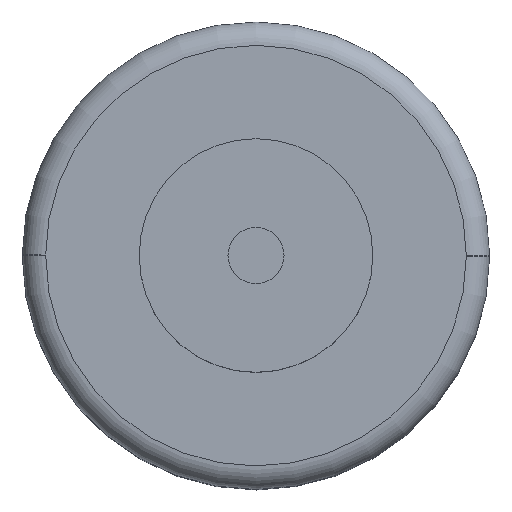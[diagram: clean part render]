
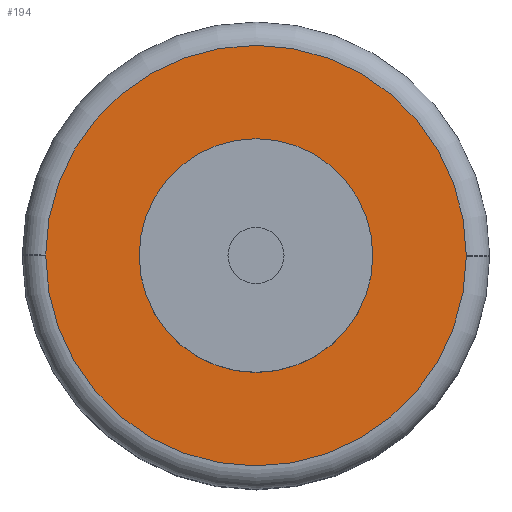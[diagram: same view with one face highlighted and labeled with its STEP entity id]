
A CAD part, top view. The second image highlights one B-rep face of the part: STEP entity #194.
In plain terms, the highlighted planar face has unit normal (0, 0, 1).
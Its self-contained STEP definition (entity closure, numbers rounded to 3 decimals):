
#107=CARTESIAN_POINT('POINT7',(-2.5,0.,0.));
#108=VERTEX_POINT('VERTEX7',#107);
#116=CARTESIAN_POINT('POINT8',(2.5,0.,0.));
#117=VERTEX_POINT('VERTEX8',#116);
#124=CARTESIAN_POINT('POS15',(0.,0.,0.));
#125=DIRECTION('DIR25',(0.,0.,1.));
#126=DIRECTION('DIR26',(1.,0.,0.));
#127=AXIS2_PLACEMENT_3D('AXIS11',#124,#125,#126);
#128=CIRCLE('ELLIPSE7',#127,2.5);
#129=EDGE_CURVE('EDGE11',#117,#108,#128,.T.);
#142=CARTESIAN_POINT('POS17',(0.,0.,0.));
#143=DIRECTION('DIR29',(0.,0.,1.));
#144=DIRECTION('DIR30',(-1.,0.,0.));
#145=AXIS2_PLACEMENT_3D('AXIS13',#142,#143,#144);
#146=CIRCLE('ELLIPSE8',#145,2.5);
#147=EDGE_CURVE('EDGE12',#108,#117,#146,.T.);
#157=CARTESIAN_POINT('POINT9',(-4.5,
   0.,0.));
#158=VERTEX_POINT('VERTEX9',#157);
#159=CARTESIAN_POINT('POINT10',(4.5,
   -0.013,0.));
#160=VERTEX_POINT('VERTEX10',#159);
#161=CARTESIAN_POINT('POS19',(0.,
   0.,0.));
#162=DIRECTION('DIR33',(0.,0.,1.));
#163=DIRECTION('DIR34',(-1.,0.,0.));
#164=AXIS2_PLACEMENT_3D('AXIS15',#161,#162,#163);
#165=CIRCLE('ELLIPSE9',#164,4.5);
#166=EDGE_CURVE('EDGE13',#158,#160,#165,.T.);
#167=ORIENTED_EDGE('COEDGE23',*,*,#166,.T.);
#168=CARTESIAN_POINT('POINT11',(4.5,
   0.,0.));
#169=VERTEX_POINT('VERTEX11',#168);
#170=EDGE_CURVE('EDGE14',#160,#169,#165,.T.);
#171=ORIENTED_EDGE('COEDGE24',*,*,#170,.T.);
#172=CARTESIAN_POINT('POINT12',(-4.5,
   0.013,0.));
#173=VERTEX_POINT('VERTEX12',#172);
#174=CARTESIAN_POINT('POS20',(0.,0.,0.));
#175=DIRECTION('DIR35',(0.,0.,1.));
#176=DIRECTION('DIR36',(1.,0.,0.));
#177=AXIS2_PLACEMENT_3D('AXIS16',#174,#175,#176);
#178=CIRCLE('ELLIPSE10',#177,4.5);
#179=EDGE_CURVE('EDGE15',#169,#173,#178,.T.);
#180=ORIENTED_EDGE('COEDGE25',*,*,#179,.T.);
#181=EDGE_CURVE('EDGE16',#173,#158,#178,.T.);
#182=ORIENTED_EDGE('COEDGE26',*,*,#181,.T.);
#183=EDGE_LOOP('NONE',(#167,#171,#180,#182));
#184=FACE_BOUND('LOOP1',#183,.T.);
#185=ORIENTED_EDGE('COEDGE27',*,*,#147,.F.);
#186=ORIENTED_EDGE('COEDGE28',*,*,#129,.F.);
#187=EDGE_LOOP('NONE',(#185,#186));
#188=FACE_BOUND('LOOP1',#187,.T.);
#189=CARTESIAN_POINT('POS21',(0.,0.,0.));
#190=DIRECTION('DIR37',(0.,0.,-1.));
#191=DIRECTION('DIR38',(1.,0.,0.));
#192=AXIS2_PLACEMENT_3D('AXIS17',#189,#190,#191);
#193=PLANE('PLANE3',#192);
#194=ADVANCED_FACE('FACE7',(#184,#188),#193,.F.);
